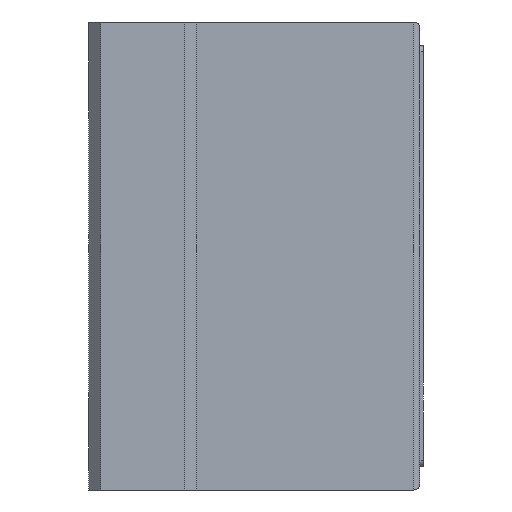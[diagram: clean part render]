
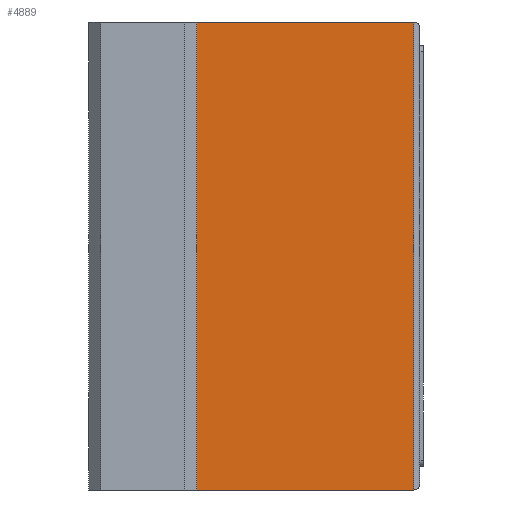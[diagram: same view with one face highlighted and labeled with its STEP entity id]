
A CAD part, left-side view. The second image highlights one B-rep face of the part: STEP entity #4889.
In plain terms, the highlighted planar face has unit normal (-1, 0, 0).
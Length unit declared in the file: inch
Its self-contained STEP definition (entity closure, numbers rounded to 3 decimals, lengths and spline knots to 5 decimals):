
#78 = EDGE_CURVE ( 'NONE', #1502, #3209, #4403, .T. ) ;
#418 = DIRECTION ( 'NONE',  ( 0., 0., -1. ) ) ;
#483 = LINE ( 'NONE', #2116, #4621 ) ;
#668 = DIRECTION ( 'NONE',  ( -1., 0., 0. ) ) ;
#723 = ORIENTED_EDGE ( 'NONE', *, *, #78, .T. ) ;
#771 = CARTESIAN_POINT ( 'NONE',  ( -0.74803, 0.31496, 0. ) ) ;
#800 = EDGE_LOOP ( 'NONE', ( #723, #4497, #3219, #4539 ) ) ;
#840 = LINE ( 'NONE', #1236, #3329 ) ;
#1236 = CARTESIAN_POINT ( 'NONE',  ( -0.74803, 0.35433, 0. ) ) ;
#1448 = DIRECTION ( 'NONE',  ( 0., 0., 1. ) ) ;
#1502 = VERTEX_POINT ( 'NONE', #4571 ) ;
#1628 = DIRECTION ( 'NONE',  ( 0., 1., 0. ) ) ;
#1666 = EDGE_CURVE ( 'NONE', #3209, #3898, #483, .T. ) ;
#1667 = VECTOR ( 'NONE', #1448, 39.37008 ) ;
#1811 = DIRECTION ( 'NONE',  ( 0., -1., 0. ) ) ;
#1889 = CARTESIAN_POINT ( 'NONE',  ( -0.74803, -0.39764, 1.53543 ) ) ;
#2031 = CARTESIAN_POINT ( 'NONE',  ( -0.74803, 0.35433, 1.53543 ) ) ;
#2116 = CARTESIAN_POINT ( 'NONE',  ( -0.74803, 0.31496, 0. ) ) ;
#2306 = CARTESIAN_POINT ( 'NONE',  ( -0.74803, 0.35433, 1.53543 ) ) ;
#2434 = VERTEX_POINT ( 'NONE', #4617 ) ;
#2713 = LINE ( 'NONE', #1889, #1667 ) ;
#3209 = VERTEX_POINT ( 'NONE', #4918 ) ;
#3219 = ORIENTED_EDGE ( 'NONE', *, *, #4285, .F. ) ;
#3329 = VECTOR ( 'NONE', #1628, 39.37008 ) ;
#3785 = VECTOR ( 'NONE', #4005, 39.37008 ) ;
#3898 = VERTEX_POINT ( 'NONE', #771 ) ;
#4005 = DIRECTION ( 'NONE',  ( 0., 1., 0. ) ) ;
#4199 = AXIS2_PLACEMENT_3D ( 'NONE', #2306, #668, #1811 ) ;
#4285 = EDGE_CURVE ( 'NONE', #2434, #3898, #840, .T. ) ;
#4403 = LINE ( 'NONE', #2031, #3785 ) ;
#4497 = ORIENTED_EDGE ( 'NONE', *, *, #1666, .T. ) ;
#4539 = ORIENTED_EDGE ( 'NONE', *, *, #4790, .T. ) ;
#4571 = CARTESIAN_POINT ( 'NONE',  ( -0.74803, -0.39764, 1.53543 ) ) ;
#4617 = CARTESIAN_POINT ( 'NONE',  ( -0.74803, -0.39764, 0. ) ) ;
#4621 = VECTOR ( 'NONE', #418, 39.37008 ) ;
#4639 = PLANE ( 'NONE',  #4199 ) ;
#4715 = FACE_OUTER_BOUND ( 'NONE', #800, .T. ) ;
#4790 = EDGE_CURVE ( 'NONE', #2434, #1502, #2713, .T. ) ;
#4889 = ADVANCED_FACE ( 'NONE', ( #4715 ), #4639, .T. ) ;
#4918 = CARTESIAN_POINT ( 'NONE',  ( -0.74803, 0.31496, 1.53543 ) ) ;
